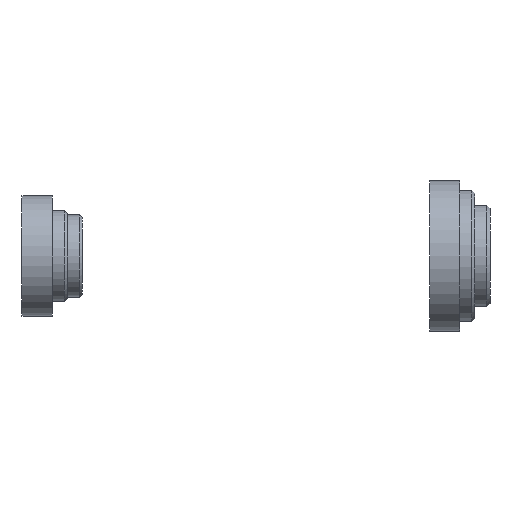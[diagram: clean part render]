
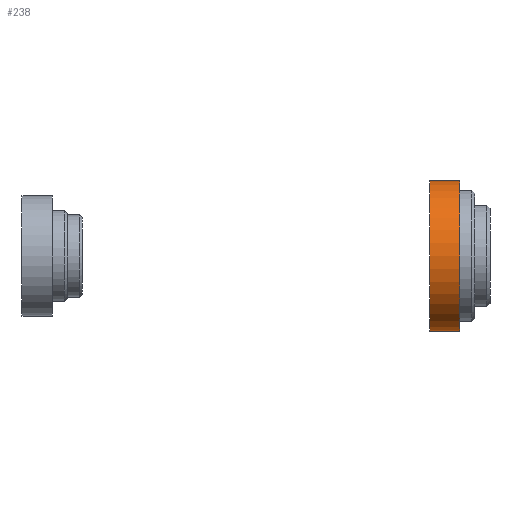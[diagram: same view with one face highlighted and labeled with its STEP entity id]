
A CAD part, left-side view. The second image highlights one B-rep face of the part: STEP entity #238.
In plain terms, the highlighted cylindrical face has radius 25 mm (diameter 50 mm), a full revolution.
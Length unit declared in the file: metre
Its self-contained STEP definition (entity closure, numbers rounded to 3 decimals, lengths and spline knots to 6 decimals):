
#32=CYLINDRICAL_SURFACE('',#304,0.025);
#66=ORIENTED_EDGE('',*,*,#93,.T.);
#67=ORIENTED_EDGE('',*,*,#85,.F.);
#85=EDGE_CURVE('',#105,#105,#125,.T.);
#93=EDGE_CURVE('',#113,#113,#133,.T.);
#105=VERTEX_POINT('',#428);
#113=VERTEX_POINT('',#449);
#125=CIRCLE('',#290,0.025);
#133=CIRCLE('',#303,0.025);
#166=EDGE_LOOP('',(#66));
#167=EDGE_LOOP('',(#67));
#206=FACE_BOUND('',#166,.T.);
#207=FACE_BOUND('',#167,.T.);
#238=ADVANCED_FACE('',(#206,#207),#32,.T.);
#290=AXIS2_PLACEMENT_3D('',#427,#356,#357);
#303=AXIS2_PLACEMENT_3D('',#448,#382,#383);
#304=AXIS2_PLACEMENT_3D('',#450,#384,#385);
#356=DIRECTION('',(0.,1.,0.));
#357=DIRECTION('',(0.,0.,1.));
#382=DIRECTION('',(0.,1.,0.));
#383=DIRECTION('',(0.,0.,1.));
#384=DIRECTION('',(0.,1.,0.));
#385=DIRECTION('',(0.,0.,1.));
#427=CARTESIAN_POINT('',(-0.53806,0.419559,0.));
#428=CARTESIAN_POINT('',(-0.53806,0.419559,0.025));
#448=CARTESIAN_POINT('',(-0.53806,0.409559,0.));
#449=CARTESIAN_POINT('',(-0.53806,0.409559,0.025));
#450=CARTESIAN_POINT('',(-0.53806,0.149559,0.));
